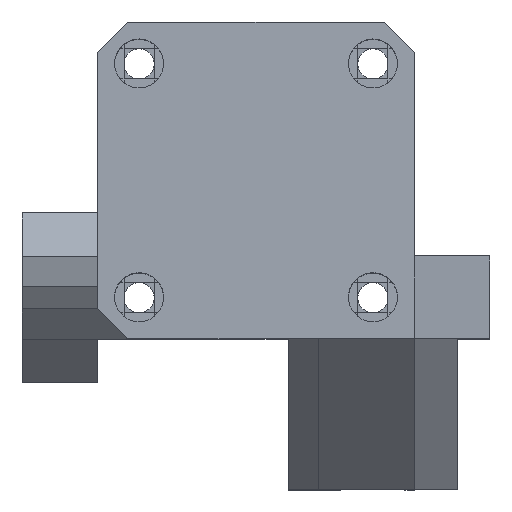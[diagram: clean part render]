
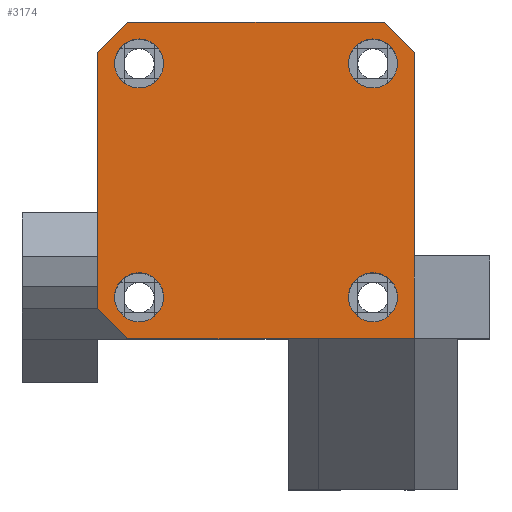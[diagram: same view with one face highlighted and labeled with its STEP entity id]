
A CAD part, top view. The second image highlights one B-rep face of the part: STEP entity #3174.
In plain terms, the highlighted planar face has unit normal (0, 0, 1).
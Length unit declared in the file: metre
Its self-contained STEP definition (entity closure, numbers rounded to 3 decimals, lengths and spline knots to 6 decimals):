
#110=CIRCLE('',#3446,0.00325);
#111=CIRCLE('',#3447,0.00325);
#112=CIRCLE('',#3448,0.00325);
#113=CIRCLE('',#3449,0.00325);
#624=ORIENTED_EDGE('',*,*,#1348,.F.);
#625=ORIENTED_EDGE('',*,*,#1023,.F.);
#626=ORIENTED_EDGE('',*,*,#1349,.T.);
#627=ORIENTED_EDGE('',*,*,#1322,.F.);
#628=ORIENTED_EDGE('',*,*,#1350,.T.);
#629=ORIENTED_EDGE('',*,*,#1072,.F.);
#630=ORIENTED_EDGE('',*,*,#1351,.T.);
#631=ORIENTED_EDGE('',*,*,#1335,.F.);
#632=ORIENTED_EDGE('',*,*,#1352,.F.);
#633=ORIENTED_EDGE('',*,*,#1353,.F.);
#634=ORIENTED_EDGE('',*,*,#1354,.F.);
#635=ORIENTED_EDGE('',*,*,#1355,.F.);
#636=ORIENTED_EDGE('',*,*,#1356,.F.);
#1023=EDGE_CURVE('',#1468,#1461,#1745,.T.);
#1072=EDGE_CURVE('',#1512,#1513,#1778,.T.);
#1322=EDGE_CURVE('',#1668,#1669,#1973,.T.);
#1335=EDGE_CURVE('',#1680,#1674,#1986,.T.);
#1348=EDGE_CURVE('',#1461,#1688,#1996,.T.);
#1349=EDGE_CURVE('',#1468,#1669,#1997,.F.);
#1350=EDGE_CURVE('',#1668,#1513,#1998,.F.);
#1351=EDGE_CURVE('',#1512,#1674,#1999,.F.);
#1352=EDGE_CURVE('',#1688,#1680,#2000,.T.);
#1353=EDGE_CURVE('',#1689,#1689,#110,.T.);
#1354=EDGE_CURVE('',#1690,#1690,#111,.T.);
#1355=EDGE_CURVE('',#1691,#1691,#112,.T.);
#1356=EDGE_CURVE('',#1692,#1692,#113,.T.);
#1461=VERTEX_POINT('',#4439);
#1468=VERTEX_POINT('',#4455);
#1512=VERTEX_POINT('',#4558);
#1513=VERTEX_POINT('',#4560);
#1668=VERTEX_POINT('',#5105);
#1669=VERTEX_POINT('',#5106);
#1674=VERTEX_POINT('',#5119);
#1680=VERTEX_POINT('',#5130);
#1688=VERTEX_POINT('',#5154);
#1689=VERTEX_POINT('',#5160);
#1690=VERTEX_POINT('',#5162);
#1691=VERTEX_POINT('',#5164);
#1692=VERTEX_POINT('',#5166);
#1745=LINE('',#4456,#2103);
#1778=LINE('',#4559,#2136);
#1973=LINE('',#5104,#2331);
#1986=LINE('',#5131,#2344);
#1996=LINE('',#5153,#2354);
#1997=LINE('',#5155,#2355);
#1998=LINE('',#5156,#2356);
#1999=LINE('',#5157,#2357);
#2000=LINE('',#5158,#2358);
#2103=VECTOR('',#3552,1.);
#2136=VECTOR('',#3637,1.);
#2331=VECTOR('',#4122,1.);
#2344=VECTOR('',#4137,1.);
#2354=VECTOR('',#4157,1.);
#2355=VECTOR('',#4158,1.);
#2356=VECTOR('',#4159,1.);
#2357=VECTOR('',#4160,1.);
#2358=VECTOR('',#4161,1.);
#2578=EDGE_LOOP('',(#624,#625,#626,#627,#628,#629,#630,#631,#632));
#2579=EDGE_LOOP('',(#633));
#2580=EDGE_LOOP('',(#634));
#2581=EDGE_LOOP('',(#635));
#2582=EDGE_LOOP('',(#636));
#2800=FACE_BOUND('',#2578,.T.);
#2801=FACE_BOUND('',#2579,.T.);
#2802=FACE_BOUND('',#2580,.T.);
#2803=FACE_BOUND('',#2581,.T.);
#2804=FACE_BOUND('',#2582,.T.);
#3000=PLANE('',#3445);
#3174=ADVANCED_FACE('',(#2800,#2801,#2802,#2803,#2804),#3000,.T.);
#3445=AXIS2_PLACEMENT_3D('',#5152,#4155,#4156);
#3446=AXIS2_PLACEMENT_3D('',#5159,#4162,#4163);
#3447=AXIS2_PLACEMENT_3D('',#5161,#4164,#4165);
#3448=AXIS2_PLACEMENT_3D('',#5163,#4166,#4167);
#3449=AXIS2_PLACEMENT_3D('',#5165,#4168,#4169);
#3552=DIRECTION('',(0.,-1.,0.));
#3637=DIRECTION('',(0.,1.,0.));
#4122=DIRECTION('',(1.,0.,0.));
#4137=DIRECTION('',(-1.,0.,0.));
#4155=DIRECTION('',(0.,0.,1.));
#4156=DIRECTION('',(1.,0.,0.));
#4157=DIRECTION('',(0.,-1.,0.));
#4158=DIRECTION('',(0.707,-0.707,0.));
#4159=DIRECTION('',(0.707,0.707,0.));
#4160=DIRECTION('',(-0.707,0.707,0.));
#4161=DIRECTION('',(-1.,0.,0.));
#4162=DIRECTION('',(0.,0.,1.));
#4163=DIRECTION('',(1.,0.,0.));
#4164=DIRECTION('',(0.,0.,1.));
#4165=DIRECTION('',(1.,0.,0.));
#4166=DIRECTION('',(0.,0.,1.));
#4167=DIRECTION('',(1.,0.,0.));
#4168=DIRECTION('',(0.,0.,1.));
#4169=DIRECTION('',(1.,0.,0.));
#4439=CARTESIAN_POINT('',(0.0965,0.0464,0.078526));
#4455=CARTESIAN_POINT('',(0.0965,0.0734,0.078526));
#4456=CARTESIAN_POINT('',(0.0965,0.073407,0.078526));
#4558=CARTESIAN_POINT('',(0.0545,0.0394,0.078526));
#4559=CARTESIAN_POINT('',(0.0545,0.073407,0.078526));
#4560=CARTESIAN_POINT('',(0.0545,0.0734,0.078526));
#5104=CARTESIAN_POINT('',(0.092507,0.0774,0.078526));
#5105=CARTESIAN_POINT('',(0.0585,0.0774,0.078526));
#5106=CARTESIAN_POINT('',(0.0925,0.0774,0.078526));
#5119=CARTESIAN_POINT('',(0.0585,0.0354,0.078526));
#5130=CARTESIAN_POINT('',(0.08375,0.0354,0.078526));
#5131=CARTESIAN_POINT('',(0.092507,0.0354,0.078526));
#5152=CARTESIAN_POINT('',(0.0755,0.0564,0.078526));
#5153=CARTESIAN_POINT('',(0.0965,0.077402,0.078526));
#5154=CARTESIAN_POINT('',(0.0965,0.0354,0.078526));
#5155=CARTESIAN_POINT('',(0.0945,0.0754,0.078526));
#5156=CARTESIAN_POINT('',(0.0565,0.0754,0.078526));
#5157=CARTESIAN_POINT('',(0.0565,0.0374,0.078526));
#5158=CARTESIAN_POINT('',(0.092507,0.0354,0.078526));
#5159=CARTESIAN_POINT('',(0.091,0.0409,0.078526));
#5160=CARTESIAN_POINT('',(0.09425,0.0409,0.078526));
#5161=CARTESIAN_POINT('',(0.06,0.0719,0.078526));
#5162=CARTESIAN_POINT('',(0.06325,0.0719,0.078526));
#5163=CARTESIAN_POINT('',(0.091,0.0719,0.078526));
#5164=CARTESIAN_POINT('',(0.09425,0.0719,0.078526));
#5165=CARTESIAN_POINT('',(0.06,0.0409,0.078526));
#5166=CARTESIAN_POINT('',(0.06325,0.0409,0.078526));
